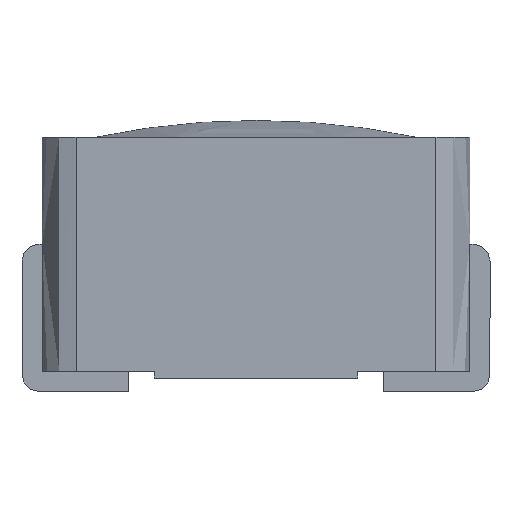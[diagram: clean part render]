
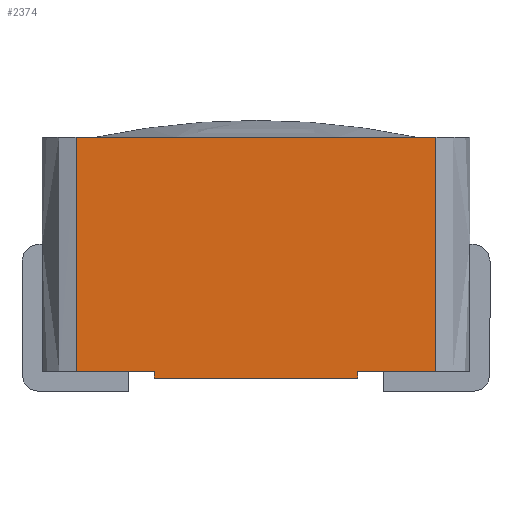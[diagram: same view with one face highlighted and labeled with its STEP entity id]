
A CAD part, front view. The second image highlights one B-rep face of the part: STEP entity #2374.
In plain terms, the highlighted planar face has unit normal (0, -1, 0).
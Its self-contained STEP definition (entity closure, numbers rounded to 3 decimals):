
#27 = CARTESIAN_POINT ( 'NONE',  ( -0.762, -1.35, 1.9 ) ) ;
#147 = DIRECTION ( 'NONE',  ( 0., 0., 1. ) ) ;
#190 = DIRECTION ( 'NONE',  ( 1., 0., 0. ) ) ;
#194 = VECTOR ( 'NONE', #544, 1000. ) ;
#233 = ORIENTED_EDGE ( 'NONE', *, *, #2440, .T. ) ;
#262 = VERTEX_POINT ( 'NONE', #4038 ) ;
#365 = CARTESIAN_POINT ( 'NONE',  ( 0.762, -1.35, 0.1 ) ) ;
#445 = VECTOR ( 'NONE', #190, 1000. ) ;
#536 = DIRECTION ( 'NONE',  ( 0., 0., 1. ) ) ;
#544 = DIRECTION ( 'NONE',  ( 1., 0., 0. ) ) ;
#678 = ORIENTED_EDGE ( 'NONE', *, *, #4007, .T. ) ;
#722 = CARTESIAN_POINT ( 'NONE',  ( 0.762, -1.35, 1.9 ) ) ;
#867 = VERTEX_POINT ( 'NONE', #2721 ) ;
#913 = EDGE_CURVE ( 'NONE', #262, #3863, #2902, .T. ) ;
#966 = DIRECTION ( 'NONE',  ( 1., 0., 0. ) ) ;
#1013 = VECTOR ( 'NONE', #966, 1000. ) ;
#1113 = AXIS2_PLACEMENT_3D ( 'NONE', #1783, #2079, #536 ) ;
#1146 = CARTESIAN_POINT ( 'NONE',  ( -1.6, -1.35, 0.1 ) ) ;
#1209 = CARTESIAN_POINT ( 'NONE',  ( -1.6, -1.35, 0.15 ) ) ;
#1499 = CARTESIAN_POINT ( 'NONE',  ( -1.346, -1.35, 1.9 ) ) ;
#1502 = FACE_OUTER_BOUND ( 'NONE', #1774, .T. ) ;
#1549 = VECTOR ( 'NONE', #2178, 1000. ) ;
#1568 = DIRECTION ( 'NONE',  ( 1., 0., 0. ) ) ;
#1646 = LINE ( 'NONE', #1146, #445 ) ;
#1774 = EDGE_LOOP ( 'NONE', ( #1851, #4100, #3998, #2983, #1854, #678, #233, #2075 ) ) ;
#1777 = CARTESIAN_POINT ( 'NONE',  ( 0.762, -1.35, 0.15 ) ) ;
#1783 = CARTESIAN_POINT ( 'NONE',  ( -1.6, -1.35, 1.9 ) ) ;
#1833 = EDGE_CURVE ( 'NONE', #867, #3590, #3933, .T. ) ;
#1851 = ORIENTED_EDGE ( 'NONE', *, *, #1833, .F. ) ;
#1854 = ORIENTED_EDGE ( 'NONE', *, *, #4031, .T. ) ;
#1956 = CARTESIAN_POINT ( 'NONE',  ( -0.762, -1.35, 0.1 ) ) ;
#2022 = VECTOR ( 'NONE', #2865, 1000. ) ;
#2075 = ORIENTED_EDGE ( 'NONE', *, *, #3895, .T. ) ;
#2079 = DIRECTION ( 'NONE',  ( 0., 1., 0. ) ) ;
#2090 = VECTOR ( 'NONE', #1568, 1000. ) ;
#2123 = PLANE ( 'NONE',  #1113 ) ;
#2178 = DIRECTION ( 'NONE',  ( 0., 0., -1. ) ) ;
#2217 = CARTESIAN_POINT ( 'NONE',  ( 1.346, -1.35, 1.9 ) ) ;
#2335 = DIRECTION ( 'NONE',  ( 0., 0., 1. ) ) ;
#2344 = VERTEX_POINT ( 'NONE', #3349 ) ;
#2374 = ADVANCED_FACE ( 'NONE', ( #1502 ), #2123, .F. ) ;
#2413 = LINE ( 'NONE', #722, #2464 ) ;
#2440 = EDGE_CURVE ( 'NONE', #4049, #2585, #3764, .T. ) ;
#2453 = VECTOR ( 'NONE', #2335, 1000. ) ;
#2464 = VECTOR ( 'NONE', #147, 1000. ) ;
#2585 = VERTEX_POINT ( 'NONE', #3129 ) ;
#2721 = CARTESIAN_POINT ( 'NONE',  ( -1.346, -1.35, 1.9 ) ) ;
#2845 = CARTESIAN_POINT ( 'NONE',  ( -1.6, -1.35, 1.9 ) ) ;
#2865 = DIRECTION ( 'NONE',  ( 0., 0., -1. ) ) ;
#2902 = LINE ( 'NONE', #27, #2022 ) ;
#2976 = EDGE_CURVE ( 'NONE', #2344, #262, #3116, .T. ) ;
#2983 = ORIENTED_EDGE ( 'NONE', *, *, #913, .T. ) ;
#3100 = LINE ( 'NONE', #3600, #2453 ) ;
#3116 = LINE ( 'NONE', #3668, #194 ) ;
#3129 = CARTESIAN_POINT ( 'NONE',  ( 1.346, -1.35, 0.15 ) ) ;
#3223 = LINE ( 'NONE', #1499, #1549 ) ;
#3349 = CARTESIAN_POINT ( 'NONE',  ( -1.346, -1.35, 0.15 ) ) ;
#3590 = VERTEX_POINT ( 'NONE', #2217 ) ;
#3600 = CARTESIAN_POINT ( 'NONE',  ( 1.346, -1.35, 1.9 ) ) ;
#3668 = CARTESIAN_POINT ( 'NONE',  ( -1.6, -1.35, 0.15 ) ) ;
#3764 = LINE ( 'NONE', #1209, #2090 ) ;
#3794 = VERTEX_POINT ( 'NONE', #365 ) ;
#3863 = VERTEX_POINT ( 'NONE', #1956 ) ;
#3895 = EDGE_CURVE ( 'NONE', #2585, #3590, #3100, .T. ) ;
#3933 = LINE ( 'NONE', #2845, #1013 ) ;
#3998 = ORIENTED_EDGE ( 'NONE', *, *, #2976, .T. ) ;
#4007 = EDGE_CURVE ( 'NONE', #3794, #4049, #2413, .T. ) ;
#4031 = EDGE_CURVE ( 'NONE', #3863, #3794, #1646, .T. ) ;
#4038 = CARTESIAN_POINT ( 'NONE',  ( -0.762, -1.35, 0.15 ) ) ;
#4049 = VERTEX_POINT ( 'NONE', #1777 ) ;
#4076 = EDGE_CURVE ( 'NONE', #867, #2344, #3223, .T. ) ;
#4100 = ORIENTED_EDGE ( 'NONE', *, *, #4076, .T. ) ;
